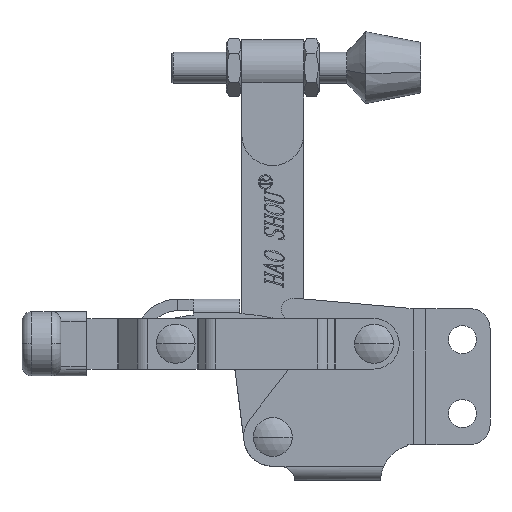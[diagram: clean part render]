
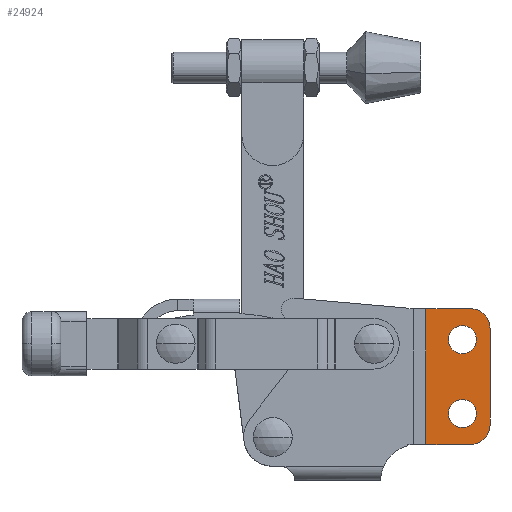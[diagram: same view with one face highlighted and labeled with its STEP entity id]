
A CAD part, left-side view. The second image highlights one B-rep face of the part: STEP entity #24924.
In plain terms, the highlighted planar face has unit normal (-1, 0, 0).
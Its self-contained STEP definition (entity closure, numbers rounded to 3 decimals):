
#537 = DIRECTION ( 'NONE',  ( -1., 0., 0. ) ) ;
#539 = CARTESIAN_POINT ( 'NONE',  ( -6., -14.142, 36.1 ) ) ;
#541 = PLANE ( 'NONE',  #6266 ) ;
#543 = DIRECTION ( 'NONE',  ( 0., 1., 0. ) ) ;
#3639 = ORIENTED_EDGE ( 'NONE', *, *, #11544, .F. ) ;
#3640 = ORIENTED_EDGE ( 'NONE', *, *, #12662, .F. ) ;
#3641 = ORIENTED_EDGE ( 'NONE', *, *, #11542, .F. ) ;
#3642 = ORIENTED_EDGE ( 'NONE', *, *, #12666, .F. ) ;
#3643 = ORIENTED_EDGE ( 'NONE', *, *, #11545, .T. ) ;
#3644 = ORIENTED_EDGE ( 'NONE', *, *, #11529, .F. ) ;
#3645 = ORIENTED_EDGE ( 'NONE', *, *, #11546, .T. ) ;
#3646 = ORIENTED_EDGE ( 'NONE', *, *, #11538, .T. ) ;
#3647 = ORIENTED_EDGE ( 'NONE', *, *, #11535, .T. ) ;
#3648 = ORIENTED_EDGE ( 'NONE', *, *, #11531, .T. ) ;
#6266 = AXIS2_PLACEMENT_3D ( 'NONE', #539, #537, #543 ) ;
#6487 = CARTESIAN_POINT ( 'NONE',  ( -6., -2.642, 6.2 ) ) ;
#6500 = CARTESIAN_POINT ( 'NONE',  ( -6., -14.142, 41.1 ) ) ;
#6502 = CARTESIAN_POINT ( 'NONE',  ( -6., -19.142, 36.1 ) ) ;
#6514 = CARTESIAN_POINT ( 'NONE',  ( -6., -2.642, 41.1 ) ) ;
#6518 = CARTESIAN_POINT ( 'NONE',  ( -6., -19.142, 11.2 ) ) ;
#6520 = CARTESIAN_POINT ( 'NONE',  ( -6., -14.142, 6.2 ) ) ;
#6552 = CARTESIAN_POINT ( 'NONE',  ( -6., -15.642, 33.15 ) ) ;
#6566 = CARTESIAN_POINT ( 'NONE',  ( -6., -15.642, 14.15 ) ) ;
#11529 = EDGE_CURVE ( 'NONE', #12996, #13012, #23903, .T. ) ;
#11531 = EDGE_CURVE ( 'NONE', #13005, #13004, #23899, .T. ) ;
#11535 = EDGE_CURVE ( 'NONE', #13014, #13005, #23913, .T. ) ;
#11538 = EDGE_CURVE ( 'NONE', #13015, #13014, #23919, .T. ) ;
#11542 = EDGE_CURVE ( 'NONE', #13040, #12880, #23917, .T. ) ;
#11544 = EDGE_CURVE ( 'NONE', #13032, #12890, #23926, .T. ) ;
#11545 = EDGE_CURVE ( 'NONE', #13004, #13012, #23927, .T. ) ;
#11546 = EDGE_CURVE ( 'NONE', #12996, #13015, #23929, .T. ) ;
#12662 = EDGE_CURVE ( 'NONE', #12890, #13032, #19461, .T. ) ;
#12666 = EDGE_CURVE ( 'NONE', #12880, #13040, #19452, .T. ) ;
#12880 = VERTEX_POINT ( 'NONE', #19718 ) ;
#12890 = VERTEX_POINT ( 'NONE', #19726 ) ;
#12996 = VERTEX_POINT ( 'NONE', #6487 ) ;
#13004 = VERTEX_POINT ( 'NONE', #6500 ) ;
#13005 = VERTEX_POINT ( 'NONE', #6502 ) ;
#13012 = VERTEX_POINT ( 'NONE', #6514 ) ;
#13014 = VERTEX_POINT ( 'NONE', #6518 ) ;
#13015 = VERTEX_POINT ( 'NONE', #6520 ) ;
#13032 = VERTEX_POINT ( 'NONE', #6552 ) ;
#13040 = VERTEX_POINT ( 'NONE', #6566 ) ;
#16287 = EDGE_LOOP ( 'NONE', ( #3643, #3644, #3645, #3646, #3647, #3648 ) ) ;
#16311 = EDGE_LOOP ( 'NONE', ( #3639, #3640 ) ) ;
#16347 = CARTESIAN_POINT ( 'NONE',  ( -6., -2.642, 6.2 ) ) ;
#16376 = EDGE_LOOP ( 'NONE', ( #3641, #3642 ) ) ;
#18922 = CARTESIAN_POINT ( 'NONE',  ( -6., -12.042, 33.15 ) ) ;
#18924 = DIRECTION ( 'NONE',  ( -1., 0., 0. ) ) ;
#18925 = DIRECTION ( 'NONE',  ( 0., -1., 0. ) ) ;
#18944 = CARTESIAN_POINT ( 'NONE',  ( -6., -12.042, 14.15 ) ) ;
#18946 = DIRECTION ( 'NONE',  ( -1., 0., 0. ) ) ;
#18948 = DIRECTION ( 'NONE',  ( 0., -1., 0. ) ) ;
#19452 = CIRCLE ( 'NONE', #27038, 3.6 ) ;
#19461 = CIRCLE ( 'NONE', #27036, 3.6 ) ;
#19718 = CARTESIAN_POINT ( 'NONE',  ( -6., -8.442, 14.15 ) ) ;
#19726 = CARTESIAN_POINT ( 'NONE',  ( -6., -8.442, 33.15 ) ) ;
#22322 = DIRECTION ( 'NONE',  ( 0., 0., 1. ) ) ;
#22327 = CARTESIAN_POINT ( 'NONE',  ( -6., -14.142, 36.1 ) ) ;
#22328 = DIRECTION ( 'NONE',  ( -1., 0., 0. ) ) ;
#22329 = DIRECTION ( 'NONE',  ( 0., 1., 0. ) ) ;
#22337 = CARTESIAN_POINT ( 'NONE',  ( -6., -19.142, 36.1 ) ) ;
#22338 = DIRECTION ( 'NONE',  ( 0., 0., 1. ) ) ;
#22343 = DIRECTION ( 'NONE',  ( 0., 1., 0. ) ) ;
#22344 = CARTESIAN_POINT ( 'NONE',  ( -6., -14.142, 11.2 ) ) ;
#22345 = DIRECTION ( 'NONE',  ( -1., 0., 0. ) ) ;
#22346 = DIRECTION ( 'NONE',  ( 0., 1., 0. ) ) ;
#22353 = CARTESIAN_POINT ( 'NONE',  ( -6., -12.042, 14.15 ) ) ;
#22354 = DIRECTION ( 'NONE',  ( -1., 0., 0. ) ) ;
#22355 = DIRECTION ( 'NONE',  ( 0., -1., 0. ) ) ;
#22360 = CARTESIAN_POINT ( 'NONE',  ( -6., -2.142, 41.1 ) ) ;
#22361 = CARTESIAN_POINT ( 'NONE',  ( -6., -12.042, 33.15 ) ) ;
#22362 = DIRECTION ( 'NONE',  ( -1., 0., 0. ) ) ;
#22363 = DIRECTION ( 'NONE',  ( 0., -1., 0. ) ) ;
#22364 = CARTESIAN_POINT ( 'NONE',  ( -6., -14.142, 6.2 ) ) ;
#22365 = DIRECTION ( 'NONE',  ( 0., -1., 0. ) ) ;
#22987 = FACE_BOUND ( 'NONE', #16311, .T. ) ;
#22992 = FACE_OUTER_BOUND ( 'NONE', #16287, .T. ) ;
#22996 = FACE_BOUND ( 'NONE', #16376, .T. ) ;
#23899 = CIRCLE ( 'NONE', #26958, 5. ) ;
#23903 = LINE ( 'NONE', #16347, #23906 ) ;
#23906 = VECTOR ( 'NONE', #22322, 1000. ) ;
#23913 = LINE ( 'NONE', #22337, #23916 ) ;
#23916 = VECTOR ( 'NONE', #22338, 1000. ) ;
#23917 = CIRCLE ( 'NONE', #26963, 3.6 ) ;
#23919 = CIRCLE ( 'NONE', #26960, 5. ) ;
#23926 = CIRCLE ( 'NONE', #26965, 3.6 ) ;
#23927 = LINE ( 'NONE', #22360, #23930 ) ;
#23929 = LINE ( 'NONE', #22364, #23932 ) ;
#23930 = VECTOR ( 'NONE', #22343, 1000. ) ;
#23932 = VECTOR ( 'NONE', #22365, 1000. ) ;
#24924 = ADVANCED_FACE ( 'NONE', ( #22987, #22996, #22992 ), #541, .T. ) ;
#26958 = AXIS2_PLACEMENT_3D ( 'NONE', #22327, #22328, #22329 ) ;
#26960 = AXIS2_PLACEMENT_3D ( 'NONE', #22344, #22345, #22346 ) ;
#26963 = AXIS2_PLACEMENT_3D ( 'NONE', #22353, #22354, #22355 ) ;
#26965 = AXIS2_PLACEMENT_3D ( 'NONE', #22361, #22362, #22363 ) ;
#27036 = AXIS2_PLACEMENT_3D ( 'NONE', #18922, #18924, #18925 ) ;
#27038 = AXIS2_PLACEMENT_3D ( 'NONE', #18944, #18946, #18948 ) ;
